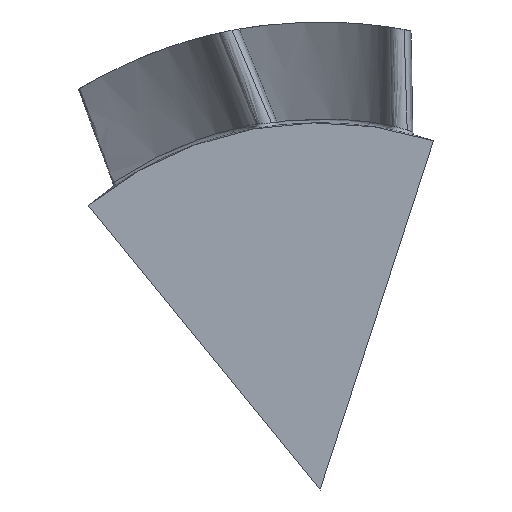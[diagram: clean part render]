
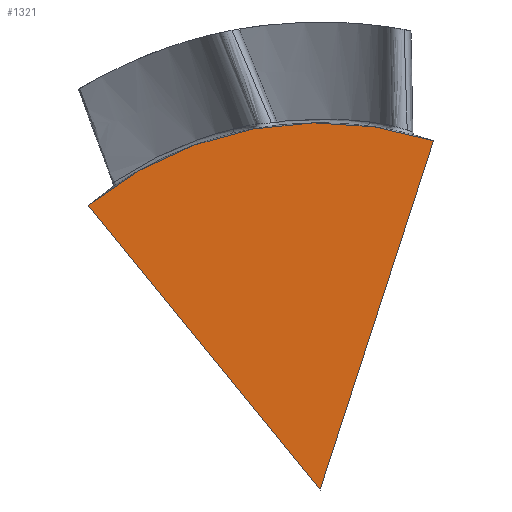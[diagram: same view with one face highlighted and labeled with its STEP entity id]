
A CAD part, left-side view. The second image highlights one B-rep face of the part: STEP entity #1321.
In plain terms, the highlighted planar face has unit normal (-1, 0, 0).
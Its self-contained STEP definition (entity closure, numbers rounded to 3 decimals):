
#151 = CARTESIAN_POINT ( 'NONE',  ( -1., 0., 0. ) ) ;
#193 = CARTESIAN_POINT ( 'NONE',  ( -1., 0., 0. ) ) ;
#232 = EDGE_LOOP ( 'NONE', ( #2368, #3053, #3631 ) ) ;
#357 = EDGE_CURVE ( 'NONE', #2992, #990, #1766, .T. ) ;
#752 = CARTESIAN_POINT ( 'NONE',  ( -1., 0., 0. ) ) ;
#756 = DIRECTION ( 'NONE',  ( 0., 0., -1. ) ) ;
#774 = CARTESIAN_POINT ( 'NONE',  ( -1., 0., 0. ) ) ;
#948 = VERTEX_POINT ( 'NONE', #3056 ) ;
#990 = VERTEX_POINT ( 'NONE', #3231 ) ;
#1109 = VECTOR ( 'NONE', #2359, 1000. ) ;
#1127 = DIRECTION ( 'NONE',  ( 0., 0.632, 0.775 ) ) ;
#1236 = CIRCLE ( 'NONE', #1747, 51. ) ;
#1321 = ADVANCED_FACE ( 'NONE', ( #1355 ), #1676, .F. ) ;
#1355 = FACE_OUTER_BOUND ( 'NONE', #232, .T. ) ;
#1676 = PLANE ( 'NONE',  #2645 ) ;
#1747 = AXIS2_PLACEMENT_3D ( 'NONE', #774, #2540, #756 ) ;
#1766 = LINE ( 'NONE', #151, #1109 ) ;
#2232 = CARTESIAN_POINT ( 'NONE',  ( -1., 0., 0. ) ) ;
#2359 = DIRECTION ( 'NONE',  ( 0., -0.309, 0.951 ) ) ;
#2368 = ORIENTED_EDGE ( 'NONE', *, *, #3400, .F. ) ;
#2540 = DIRECTION ( 'NONE',  ( 1., 0., 0. ) ) ;
#2566 = EDGE_CURVE ( 'NONE', #2992, #948, #3245, .T. ) ;
#2577 = DIRECTION ( 'NONE',  ( 1., 0., 0. ) ) ;
#2645 = AXIS2_PLACEMENT_3D ( 'NONE', #2232, #2577, #2915 ) ;
#2915 = DIRECTION ( 'NONE',  ( 0., 0., -1. ) ) ;
#2992 = VERTEX_POINT ( 'NONE', #752 ) ;
#3053 = ORIENTED_EDGE ( 'NONE', *, *, #2566, .F. ) ;
#3056 = CARTESIAN_POINT ( 'NONE',  ( -1., 32.217, 39.535 ) ) ;
#3231 = CARTESIAN_POINT ( 'NONE',  ( -1., -15.76, 48.504 ) ) ;
#3245 = LINE ( 'NONE', #193, #3408 ) ;
#3400 = EDGE_CURVE ( 'NONE', #948, #990, #1236, .T. ) ;
#3408 = VECTOR ( 'NONE', #1127, 1000. ) ;
#3631 = ORIENTED_EDGE ( 'NONE', *, *, #357, .T. ) ;
